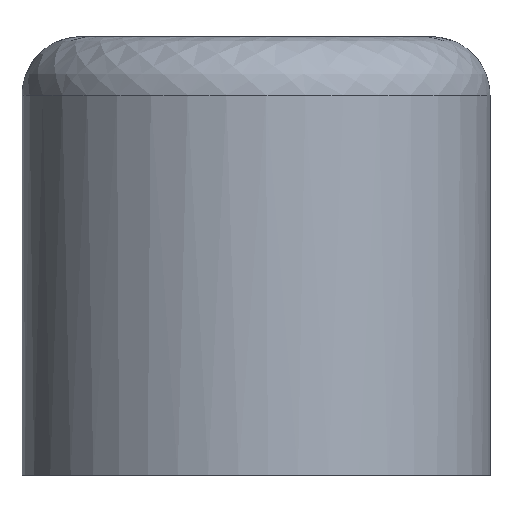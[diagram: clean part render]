
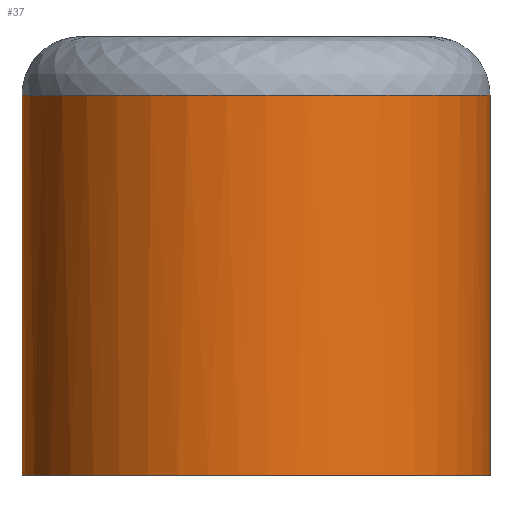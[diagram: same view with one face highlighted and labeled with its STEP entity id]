
A CAD part, front view. The second image highlights one B-rep face of the part: STEP entity #37.
In plain terms, the highlighted free-form (B-spline) face has degree [2, 1] with [5, 2] control points.
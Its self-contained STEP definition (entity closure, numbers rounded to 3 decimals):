
#37=ADVANCED_FACE($,(#63),#313,.T.);
#63=FACE_OUTER_BOUND($,#89,.T.);
#89=EDGE_LOOP($,(#203,#204,#205,#206,#207));
#203=ORIENTED_EDGE($,*,*,#265,.T.);
#204=ORIENTED_EDGE($,*,*,#257,.T.);
#205=ORIENTED_EDGE($,*,*,#240,.T.);
#206=ORIENTED_EDGE($,*,*,#263,.T.);
#207=ORIENTED_EDGE($,*,*,#264,.F.);
#240=EDGE_CURVE($,#291,#303,#378,.T.);
#257=EDGE_CURVE($,#299,#291,#371,.T.);
#263=EDGE_CURVE($,#303,#305,#386,.T.);
#264=EDGE_CURVE($,#304,#305,#374,.T.);
#265=EDGE_CURVE($,#304,#299,#387,.T.);
#291=VERTEX_POINT($,#1104);
#299=VERTEX_POINT($,#1112);
#303=VERTEX_POINT($,#1116);
#304=VERTEX_POINT($,#1117);
#305=VERTEX_POINT($,#1118);
#313=(
BOUNDED_SURFACE()
B_SPLINE_SURFACE(2,1,((#1070,#1071),(#1072,#1073),(#1074,#1075),(#1076,#1077),
(#1078,#1079)),.UNSPECIFIED.,.F.,.F.,.F.)
B_SPLINE_SURFACE_WITH_KNOTS((3,2,3),(2,2),(12.566,18.85,
25.133),(0.,6.5),.UNSPECIFIED.)
GEOMETRIC_REPRESENTATION_ITEM()
RATIONAL_B_SPLINE_SURFACE(((1.,1.),(0.707,0.707),
(1.,1.),(0.707,0.707),(1.,1.)))
REPRESENTATION_ITEM($)
SURFACE()
);
#371=B_SPLINE_CURVE_WITH_KNOTS($,1,(#805,#806),.UNSPECIFIED.,.F.,.F.,(2,
2),(0.,6.5),.UNSPECIFIED.);
#374=B_SPLINE_CURVE_WITH_KNOTS($,1,(#860,#861),.UNSPECIFIED.,.F.,.F.,(2,
2),(0.,6.5),.UNSPECIFIED.);
#378=(
BOUNDED_CURVE()
B_SPLINE_CURVE(3,(#734,#735,#736,#737,#738,#739,#740,#741,#742,#743,#744,
#745,#746,#747,#748,#749,#750,#751,#752),.UNSPECIFIED.,.F.,.F.)
B_SPLINE_CURVE_WITH_KNOTS((4,1,1,1,1,1,1,1,1,1,1,1,1,1,1,1,4),(0.,
0.531,1.112,1.718,2.317,2.918,
3.526,4.11,4.712,5.244,5.825,
6.43,7.03,7.63,8.238,8.822,
9.425),.UNSPECIFIED.)
CURVE()
GEOMETRIC_REPRESENTATION_ITEM()
RATIONAL_B_SPLINE_CURVE((1.,1.,1.,1.,1.,1.,1.,1.,1.,1.,1.,1.,1.,1.,1.,1.,
1.,1.,1.))
REPRESENTATION_ITEM($)
);
#386=(
BOUNDED_CURVE()
B_SPLINE_CURVE(3,(#856,#857,#858,#859),.UNSPECIFIED.,.F.,.F.)
B_SPLINE_CURVE_WITH_KNOTS((4,4),(9.425,9.425),.UNSPECIFIED.)
CURVE()
GEOMETRIC_REPRESENTATION_ITEM()
RATIONAL_B_SPLINE_CURVE((1.,1.,1.,1.))
REPRESENTATION_ITEM($)
);
#387=(
BOUNDED_CURVE()
B_SPLINE_CURVE(2,(#862,#863,#864,#865,#866),.UNSPECIFIED.,.F.,.F.)
B_SPLINE_CURVE_WITH_KNOTS((3,2,3),(12.566,18.85,25.133),
.UNSPECIFIED.)
CURVE()
GEOMETRIC_REPRESENTATION_ITEM()
RATIONAL_B_SPLINE_CURVE((1.,0.707,1.,0.707,1.))
REPRESENTATION_ITEM($)
);
#734=CARTESIAN_POINT($,(4.,0.,6.5));
#735=CARTESIAN_POINT($,(4.,-0.236,6.5));
#736=CARTESIAN_POINT($,(3.956,-0.73,6.5));
#737=CARTESIAN_POINT($,(3.749,-1.469,6.5));
#738=CARTESIAN_POINT($,(3.386,-2.18,6.5));
#739=CARTESIAN_POINT($,(2.884,-2.81,6.5));
#740=CARTESIAN_POINT($,(2.265,-3.33,6.5));
#741=CARTESIAN_POINT($,(1.561,-3.711,6.5));
#742=CARTESIAN_POINT($,(0.795,-3.947,6.5));
#743=CARTESIAN_POINT($,(0.032,-4.024,6.5));
#744=CARTESIAN_POINT($,(-0.73,-3.956,6.5));
#745=CARTESIAN_POINT($,(-1.469,-3.749,6.5));
#746=CARTESIAN_POINT($,(-2.18,-3.386,6.5));
#747=CARTESIAN_POINT($,(-2.81,-2.884,6.5));
#748=CARTESIAN_POINT($,(-3.33,-2.265,6.5));
#749=CARTESIAN_POINT($,(-3.711,-1.561,6.5));
#750=CARTESIAN_POINT($,(-3.947,-0.795,6.5));
#751=CARTESIAN_POINT($,(-4.,-0.268,6.5));
#752=CARTESIAN_POINT($,(-4.,0.,6.5));
#805=CARTESIAN_POINT($,(4.,0.,0.));
#806=CARTESIAN_POINT($,(4.,0.,6.5));
#856=CARTESIAN_POINT($,(-4.,0.,6.5));
#857=CARTESIAN_POINT($,(-4.,0.,6.5));
#858=CARTESIAN_POINT($,(-4.,0.,6.5));
#859=CARTESIAN_POINT($,(-4.,0.,6.5));
#860=CARTESIAN_POINT($,(-4.,0.,0.));
#861=CARTESIAN_POINT($,(-4.,0.,6.5));
#862=CARTESIAN_POINT($,(-4.,0.,0.));
#863=CARTESIAN_POINT($,(-4.,-4.,0.));
#864=CARTESIAN_POINT($,(0.,-4.,0.));
#865=CARTESIAN_POINT($,(4.,-4.,0.));
#866=CARTESIAN_POINT($,(4.,0.,0.));
#1070=CARTESIAN_POINT($,(-4.,0.,0.));
#1071=CARTESIAN_POINT($,(-4.,0.,6.5));
#1072=CARTESIAN_POINT($,(-4.,-4.,0.));
#1073=CARTESIAN_POINT($,(-4.,-4.,6.5));
#1074=CARTESIAN_POINT($,(0.,-4.,0.));
#1075=CARTESIAN_POINT($,(0.,-4.,6.5));
#1076=CARTESIAN_POINT($,(4.,-4.,0.));
#1077=CARTESIAN_POINT($,(4.,-4.,6.5));
#1078=CARTESIAN_POINT($,(4.,0.,0.));
#1079=CARTESIAN_POINT($,(4.,0.,6.5));
#1104=CARTESIAN_POINT($,(4.,0.,6.5));
#1112=CARTESIAN_POINT($,(4.,0.,0.));
#1116=CARTESIAN_POINT($,(-4.,0.,6.5));
#1117=CARTESIAN_POINT($,(-4.,0.,0.));
#1118=CARTESIAN_POINT($,(-4.,0.,6.5));
